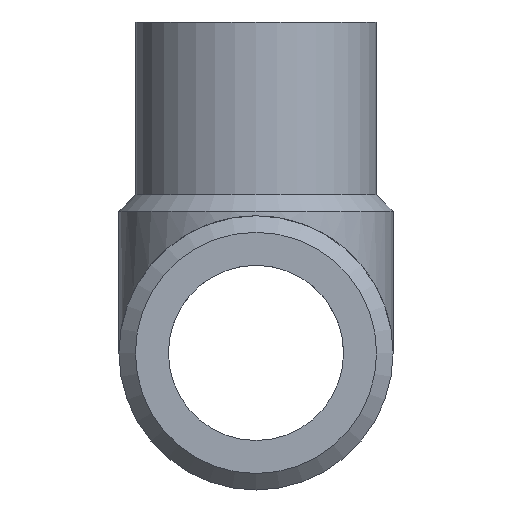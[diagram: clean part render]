
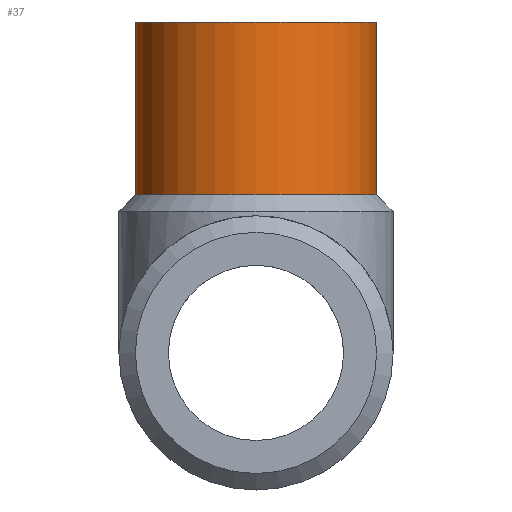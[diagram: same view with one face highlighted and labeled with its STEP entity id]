
A CAD part, left-side view. The second image highlights one B-rep face of the part: STEP entity #37.
In plain terms, the highlighted cylindrical face has radius 62.5 mm (diameter 125 mm), a full revolution.
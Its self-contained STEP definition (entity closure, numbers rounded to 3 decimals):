
#37 = ADVANCED_FACE( '', ( #80, #81 ), #82, .T. );
#80 = FACE_OUTER_BOUND( '', #141, .T. );
#81 = FACE_OUTER_BOUND( '', #142, .T. );
#82 = CYLINDRICAL_SURFACE( '', #143, 62.5 );
#141 = EDGE_LOOP( '', ( #196 ) );
#142 = EDGE_LOOP( '', ( #197 ) );
#143 = AXIS2_PLACEMENT_3D( '', #198, #199, #200 );
#196 = ORIENTED_EDGE( '', *, *, #280, .F. );
#197 = ORIENTED_EDGE( '', *, *, #281, .T. );
#198 = CARTESIAN_POINT( '', ( -171., 0., 0. ) );
#199 = DIRECTION( '', ( 0., 0., 1. ) );
#200 = DIRECTION( '', ( -1., 0., 0. ) );
#280 = EDGE_CURVE( '', #309, #309, #310, .T. );
#281 = EDGE_CURVE( '', #311, #311, #312, .T. );
#309 = VERTEX_POINT( '', #354 );
#310 = CIRCLE( '', #355, 62.5 );
#311 = VERTEX_POINT( '', #356 );
#312 = CIRCLE( '', #357, 62.5 );
#354 = CARTESIAN_POINT( '', ( -233.5, 0., 82. ) );
#355 = AXIS2_PLACEMENT_3D( '', #398, #399, #400 );
#356 = CARTESIAN_POINT( '', ( -233.5, 0., 171.5 ) );
#357 = AXIS2_PLACEMENT_3D( '', #401, #402, #403 );
#398 = CARTESIAN_POINT( '', ( -171., 0., 82. ) );
#399 = DIRECTION( '', ( 0., 0., -1. ) );
#400 = DIRECTION( '', ( -1., 0., 0. ) );
#401 = CARTESIAN_POINT( '', ( -171., 0., 171.5 ) );
#402 = DIRECTION( '', ( 0., 0., -1. ) );
#403 = DIRECTION( '', ( -1., 0., 0. ) );
